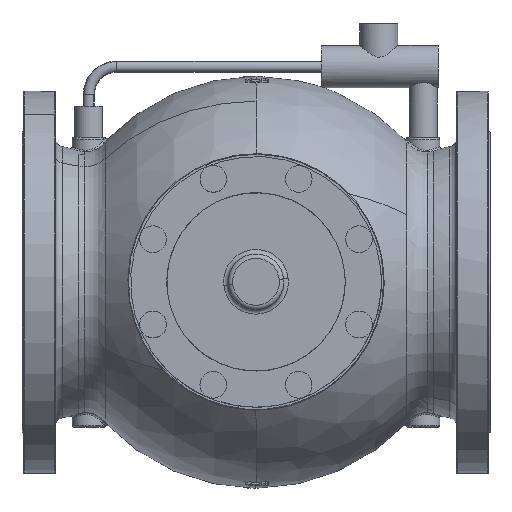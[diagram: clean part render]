
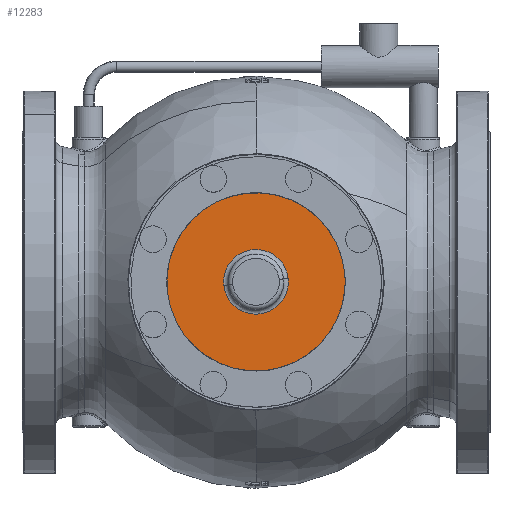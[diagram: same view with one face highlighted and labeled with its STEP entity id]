
A CAD part, top view. The second image highlights one B-rep face of the part: STEP entity #12283.
In plain terms, the highlighted planar face has unit normal (0, 0, 1).
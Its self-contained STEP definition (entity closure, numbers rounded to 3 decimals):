
#11516=CARTESIAN_POINT('Control Point',(-79.54,-8.568,202.5)) ;
#11517=CARTESIAN_POINT('Control Point',(-78.194,-21.062,202.5)) ;
#11518=CARTESIAN_POINT('Control Point',(-74.395,-33.292,202.5)) ;
#11519=CARTESIAN_POINT('Control Point',(-68.21,-44.614,202.5)) ;
#11520=CARTESIAN_POINT('Control Point',(-51.733,-64.223,202.5)) ;
#11521=CARTESIAN_POINT('Control Point',(-29.065,-76.146,202.5)) ;
#11522=CARTESIAN_POINT('Control Point',(-16.685,-79.778,202.5)) ;
#11523=CARTESIAN_POINT('Control Point',(8.832,-81.993,202.5)) ;
#11524=CARTESIAN_POINT('Control Point',(33.292,-74.395,202.5)) ;
#11525=CARTESIAN_POINT('Control Point',(44.614,-68.21,202.5)) ;
#11526=CARTESIAN_POINT('Control Point',(64.223,-51.733,202.5)) ;
#11527=CARTESIAN_POINT('Control Point',(76.146,-29.065,202.5)) ;
#11528=CARTESIAN_POINT('Control Point',(79.778,-16.685,202.5)) ;
#11529=CARTESIAN_POINT('Control Point',(80.886,-3.926,202.5)) ;
#11530=CARTESIAN_POINT('Control Point',(79.54,8.568,202.5)) ;
#11531=CARTESIAN_POINT('Vertex',(-79.54,-8.568,202.5)) ;
#11533=CARTESIAN_POINT('Vertex',(79.54,8.568,202.5)) ;
#11553=CARTESIAN_POINT('Axis2P3D Location',(0.,0.,202.5)) ;
#12214=CARTESIAN_POINT('Axis2P3D Location',(-26.793,11.098,202.5)) ;
#12224=CARTESIAN_POINT('Control Point',(-28.833,-3.106,202.5)) ;
#12225=CARTESIAN_POINT('Control Point',(-28.551,-5.729,202.5)) ;
#12226=CARTESIAN_POINT('Control Point',(-27.97,-8.319,202.5)) ;
#12227=CARTESIAN_POINT('Control Point',(-27.096,-10.833,202.5)) ;
#12228=CARTESIAN_POINT('Control Point',(-24.791,-15.617,202.5)) ;
#12229=CARTESIAN_POINT('Control Point',(-21.471,-19.762,202.5)) ;
#12230=CARTESIAN_POINT('Control Point',(-19.581,-21.636,202.5)) ;
#12231=CARTESIAN_POINT('Control Point',(-15.409,-24.921,202.5)) ;
#12232=CARTESIAN_POINT('Control Point',(-10.606,-27.185,202.5)) ;
#12233=CARTESIAN_POINT('Control Point',(-8.085,-28.039,202.5)) ;
#12234=CARTESIAN_POINT('Control Point',(-2.894,-29.157,202.5)) ;
#12235=CARTESIAN_POINT('Control Point',(2.416,-29.081,202.5)) ;
#12236=CARTESIAN_POINT('Control Point',(5.055,-28.74,202.5)) ;
#12237=CARTESIAN_POINT('Control Point',(10.21,-27.464,202.5)) ;
#12238=CARTESIAN_POINT('Control Point',(14.946,-25.063,202.5)) ;
#12239=CARTESIAN_POINT('Control Point',(17.168,-23.597,202.5)) ;
#12240=CARTESIAN_POINT('Control Point',(21.237,-20.186,202.5)) ;
#12241=CARTESIAN_POINT('Control Point',(24.437,-15.948,202.5)) ;
#12242=CARTESIAN_POINT('Control Point',(25.789,-13.655,202.5)) ;
#12243=CARTESIAN_POINT('Control Point',(27.846,-9.029,202.5)) ;
#12244=CARTESIAN_POINT('Control Point',(28.862,-4.076,202.5)) ;
#12245=CARTESIAN_POINT('Control Point',(29.1,-1.678,202.5)) ;
#12246=CARTESIAN_POINT('Control Point',(29.089,0.727,202.5)) ;
#12247=CARTESIAN_POINT('Control Point',(28.833,3.106,202.5)) ;
#12248=CARTESIAN_POINT('Vertex',(-28.833,-3.106,202.5)) ;
#12250=CARTESIAN_POINT('Vertex',(28.833,3.106,202.5)) ;
#12254=CARTESIAN_POINT('Control Point',(28.833,3.106,202.5)) ;
#12255=CARTESIAN_POINT('Control Point',(28.551,5.729,202.5)) ;
#12256=CARTESIAN_POINT('Control Point',(27.97,8.319,202.5)) ;
#12257=CARTESIAN_POINT('Control Point',(27.096,10.833,202.5)) ;
#12258=CARTESIAN_POINT('Control Point',(24.791,15.617,202.5)) ;
#12259=CARTESIAN_POINT('Control Point',(21.471,19.762,202.5)) ;
#12260=CARTESIAN_POINT('Control Point',(19.581,21.636,202.5)) ;
#12261=CARTESIAN_POINT('Control Point',(15.409,24.921,202.5)) ;
#12262=CARTESIAN_POINT('Control Point',(10.606,27.185,202.5)) ;
#12263=CARTESIAN_POINT('Control Point',(8.085,28.039,202.5)) ;
#12264=CARTESIAN_POINT('Control Point',(2.894,29.157,202.5)) ;
#12265=CARTESIAN_POINT('Control Point',(-2.416,29.081,202.5)) ;
#12266=CARTESIAN_POINT('Control Point',(-5.055,28.74,202.5)) ;
#12267=CARTESIAN_POINT('Control Point',(-10.21,27.464,202.5)) ;
#12268=CARTESIAN_POINT('Control Point',(-14.946,25.063,202.5)) ;
#12269=CARTESIAN_POINT('Control Point',(-17.168,23.597,202.5)) ;
#12270=CARTESIAN_POINT('Control Point',(-21.237,20.186,202.5)) ;
#12271=CARTESIAN_POINT('Control Point',(-24.437,15.948,202.5)) ;
#12272=CARTESIAN_POINT('Control Point',(-25.789,13.655,202.5)) ;
#12273=CARTESIAN_POINT('Control Point',(-27.846,9.029,202.5)) ;
#12274=CARTESIAN_POINT('Control Point',(-28.862,4.076,202.5)) ;
#12275=CARTESIAN_POINT('Control Point',(-29.1,1.678,202.5)) ;
#12276=CARTESIAN_POINT('Control Point',(-29.089,-0.727,202.5)) ;
#12277=CARTESIAN_POINT('Control Point',(-28.833,-3.106,202.5)) ;
#11554=DIRECTION('Axis2P3D Direction',(0.,0.,1.)) ;
#12215=DIRECTION('Axis2P3D Direction',(0.,0.,1.)) ;
#12216=DIRECTION('Axis2P3D XDirection',(0.924,-0.383,0.)) ;
#11555=AXIS2_PLACEMENT_3D('Circle Axis2P3D',#11553,#11554,$) ;
#12217=AXIS2_PLACEMENT_3D('Plane Axis2P3D',#12214,#12215,#12216) ;
#11556=CIRCLE('generated circle',#11555,80.) ;
#12218=PLANE('',#12217) ;
#12282=FACE_BOUND('',#12279,.T.) ;
#11535=EDGE_CURVE('',#11532,#11534,#11515,.T.) ;
#11557=EDGE_CURVE('',#11534,#11532,#11556,.T.) ;
#12252=EDGE_CURVE('',#12249,#12251,#12223,.T.) ;
#12278=EDGE_CURVE('',#12251,#12249,#12253,.T.) ;
#12219=EDGE_LOOP('',(#12220,#12221)) ;
#12279=EDGE_LOOP('',(#12280,#12281)) ;
#12220=ORIENTED_EDGE('',*,*,#11557,.T.) ;
#12221=ORIENTED_EDGE('',*,*,#11535,.T.) ;
#12280=ORIENTED_EDGE('',*,*,#12252,.F.) ;
#12281=ORIENTED_EDGE('',*,*,#12278,.F.) ;
#11532=VERTEX_POINT('',#11531) ;
#11534=VERTEX_POINT('',#11533) ;
#12249=VERTEX_POINT('',#12248) ;
#12251=VERTEX_POINT('',#12250) ;
#12283=ADVANCED_FACE('Brep With Voids',(#12222,#12282),#12218,.T.) ;
#11515=B_SPLINE_CURVE_WITH_KNOTS('',5,(#11516,#11517,#11518,#11519,#11520,#11521,#11522,#11523,#11524,#11525,#11526,#11527,#11528,#11529,#11530),.UNSPECIFIED.,.F.,.U.,(6,3,3,3,6),(-125.664,-62.832,0.,62.832,125.664),.UNSPECIFIED.) ;
#12223=B_SPLINE_CURVE_WITH_KNOTS('',5,(#12224,#12225,#12226,#12227,#12228,#12229,#12230,#12231,#12232,#12233,#12234,#12235,#12236,#12237,#12238,#12239,#12240,#12241,#12242,#12243,#12244,#12245,#12246,#12247),.UNSPECIFIED.,.F.,.U.,(6,3,3,3,3,3,3,6),(0.,18.693,37.387,56.08,74.773,93.466,112.16,129.111),.UNSPECIFIED.) ;
#12253=B_SPLINE_CURVE_WITH_KNOTS('',5,(#12254,#12255,#12256,#12257,#12258,#12259,#12260,#12261,#12262,#12263,#12264,#12265,#12266,#12267,#12268,#12269,#12270,#12271,#12272,#12273,#12274,#12275,#12276,#12277),.UNSPECIFIED.,.F.,.U.,(6,3,3,3,3,3,3,6),(0.,18.693,37.387,56.08,74.773,93.466,112.16,129.111),.UNSPECIFIED.) ;
#12222=FACE_OUTER_BOUND('',#12219,.T.) ;
